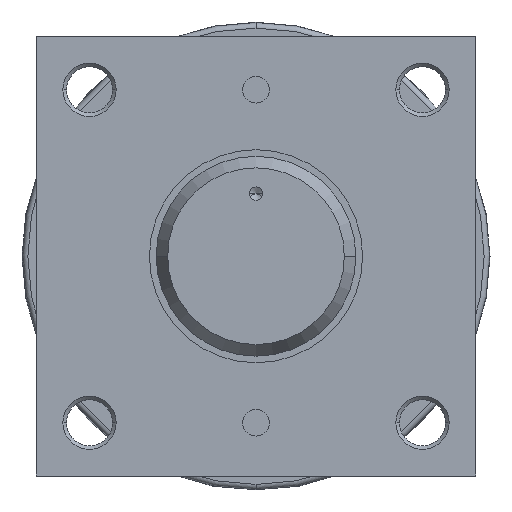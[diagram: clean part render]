
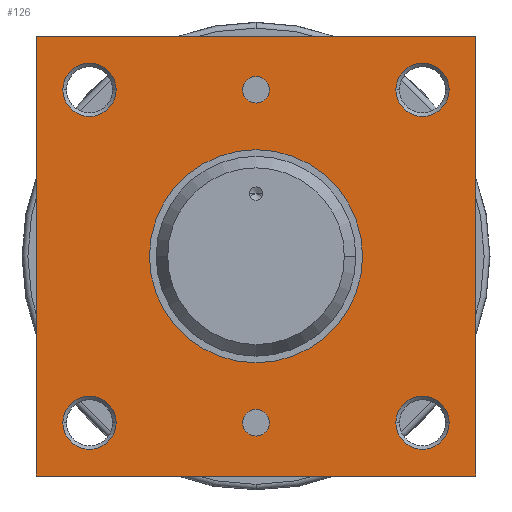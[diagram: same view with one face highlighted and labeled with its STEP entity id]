
A CAD part, left-side view. The second image highlights one B-rep face of the part: STEP entity #126.
In plain terms, the highlighted planar face has unit normal (-1, 0, 0).
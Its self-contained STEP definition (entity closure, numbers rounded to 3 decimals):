
#126=ADVANCED_FACE('',(#281,#282,#283,#284,#285,#286,#287,#288),#289,.F.);
#281=FACE_BOUND('',#532,.T.);
#282=FACE_BOUND('',#533,.T.);
#283=FACE_BOUND('',#534,.T.);
#284=FACE_BOUND('',#535,.T.);
#285=FACE_BOUND('',#536,.T.);
#286=FACE_BOUND('',#537,.T.);
#287=FACE_BOUND('',#538,.T.);
#288=FACE_OUTER_BOUND('',#539,.T.);
#289=PLANE('',#540);
#532=EDGE_LOOP('',(#1046,#1047));
#533=EDGE_LOOP('',(#1048,#1049));
#534=EDGE_LOOP('',(#1050,#1051));
#535=EDGE_LOOP('',(#1052,#1053));
#536=EDGE_LOOP('',(#1054,#1055));
#537=EDGE_LOOP('',(#1056,#1057));
#538=EDGE_LOOP('',(#1058,#1059));
#539=EDGE_LOOP('',(#1060,#1061,#1062,#1063));
#540=AXIS2_PLACEMENT_3D('',#1064,#1065,#1066);
#1046=ORIENTED_EDGE('',*,*,#1535,.T.);
#1047=ORIENTED_EDGE('',*,*,#1516,.T.);
#1048=ORIENTED_EDGE('',*,*,#1536,.T.);
#1049=ORIENTED_EDGE('',*,*,#1512,.T.);
#1050=ORIENTED_EDGE('',*,*,#1508,.T.);
#1051=ORIENTED_EDGE('',*,*,#1537,.T.);
#1052=ORIENTED_EDGE('',*,*,#1498,.T.);
#1053=ORIENTED_EDGE('',*,*,#1540,.T.);
#1054=ORIENTED_EDGE('',*,*,#1488,.T.);
#1055=ORIENTED_EDGE('',*,*,#1543,.T.);
#1056=ORIENTED_EDGE('',*,*,#1478,.T.);
#1057=ORIENTED_EDGE('',*,*,#1546,.T.);
#1058=ORIENTED_EDGE('',*,*,#1522,.T.);
#1059=ORIENTED_EDGE('',*,*,#1521,.T.);
#1060=ORIENTED_EDGE('',*,*,#1556,.T.);
#1061=ORIENTED_EDGE('',*,*,#1553,.F.);
#1062=ORIENTED_EDGE('',*,*,#1555,.F.);
#1063=ORIENTED_EDGE('',*,*,#1550,.F.);
#1064=CARTESIAN_POINT('',(0.0,0.0,0.0));
#1065=DIRECTION('',(1.0,0.0,0.0));
#1066=DIRECTION('',(0.0,0.0,-1.0));
#1478=EDGE_CURVE('',#1768,#1770,#1772,.T.);
#1488=EDGE_CURVE('',#1786,#1788,#1790,.T.);
#1498=EDGE_CURVE('',#1804,#1806,#1808,.T.);
#1508=EDGE_CURVE('',#1822,#1824,#1826,.T.);
#1512=EDGE_CURVE('',#1828,#1832,#1834,.T.);
#1516=EDGE_CURVE('',#1836,#1840,#1842,.T.);
#1521=EDGE_CURVE('',#1844,#1850,#1852,.T.);
#1522=EDGE_CURVE('',#1850,#1844,#1853,.T.);
#1535=EDGE_CURVE('',#1840,#1836,#1870,.T.);
#1536=EDGE_CURVE('',#1832,#1828,#1871,.T.);
#1537=EDGE_CURVE('',#1824,#1822,#1872,.T.);
#1540=EDGE_CURVE('',#1806,#1804,#1875,.T.);
#1543=EDGE_CURVE('',#1788,#1786,#1878,.T.);
#1546=EDGE_CURVE('',#1770,#1768,#1881,.T.);
#1550=EDGE_CURVE('',#1884,#1886,#1887,.T.);
#1553=EDGE_CURVE('',#1889,#1891,#1892,.T.);
#1555=EDGE_CURVE('',#1886,#1889,#1894,.T.);
#1556=EDGE_CURVE('',#1884,#1891,#1895,.T.);
#1768=VERTEX_POINT('',#2189);
#1770=VERTEX_POINT('',#2192);
#1772=CIRCLE('',#2195,10.0);
#1786=VERTEX_POINT('',#2213);
#1788=VERTEX_POINT('',#2216);
#1790=CIRCLE('',#2219,10.0);
#1804=VERTEX_POINT('',#2237);
#1806=VERTEX_POINT('',#2240);
#1808=CIRCLE('',#2243,10.0);
#1822=VERTEX_POINT('',#2261);
#1824=VERTEX_POINT('',#2264);
#1826=CIRCLE('',#2267,10.0);
#1828=VERTEX_POINT('',#2269);
#1832=VERTEX_POINT('',#2274);
#1834=CIRCLE('',#2277,5.0);
#1836=VERTEX_POINT('',#2279);
#1840=VERTEX_POINT('',#2284);
#1842=CIRCLE('',#2287,5.0);
#1844=VERTEX_POINT('',#2289);
#1850=VERTEX_POINT('',#2296);
#1852=CIRCLE('',#2299,40.0);
#1853=CIRCLE('',#2300,40.0);
#1870=CIRCLE('',#2321,5.0);
#1871=CIRCLE('',#2322,5.0);
#1872=CIRCLE('',#2323,10.0);
#1875=CIRCLE('',#2326,10.0);
#1878=CIRCLE('',#2329,10.0);
#1881=CIRCLE('',#2332,10.0);
#1884=VERTEX_POINT('',#2335);
#1886=VERTEX_POINT('',#2338);
#1887=LINE('',#2339,#2340);
#1889=VERTEX_POINT('',#2343);
#1891=VERTEX_POINT('',#2346);
#1892=LINE('',#2347,#2348);
#1894=LINE('',#2351,#2352);
#1895=LINE('',#2353,#2354);
#2189=CARTESIAN_POINT('',(0.0,-52.5,-62.5));
#2192=CARTESIAN_POINT('',(0.0,-72.5,-62.5));
#2195=AXIS2_PLACEMENT_3D('',#2710,#2711,#2712);
#2213=CARTESIAN_POINT('',(0.0,-52.5,62.5));
#2216=CARTESIAN_POINT('',(0.0,-72.5,62.5));
#2219=AXIS2_PLACEMENT_3D('',#2728,#2729,#2730);
#2237=CARTESIAN_POINT('',(0.0,72.5,-62.5));
#2240=CARTESIAN_POINT('',(0.0,52.5,-62.5));
#2243=AXIS2_PLACEMENT_3D('',#2746,#2747,#2748);
#2261=CARTESIAN_POINT('',(0.0,72.5,62.5));
#2264=CARTESIAN_POINT('',(0.0,52.5,62.5));
#2267=AXIS2_PLACEMENT_3D('',#2764,#2765,#2766);
#2269=CARTESIAN_POINT('',(0.0,0.,-67.5));
#2274=CARTESIAN_POINT('',(0.0,0.,-57.5));
#2277=AXIS2_PLACEMENT_3D('',#2772,#2773,#2774);
#2279=CARTESIAN_POINT('',(0.0,0.,57.5));
#2284=CARTESIAN_POINT('',(0.0,0.,67.5));
#2287=AXIS2_PLACEMENT_3D('',#2780,#2781,#2782);
#2289=CARTESIAN_POINT('',(0.0,0.,-40.0));
#2296=CARTESIAN_POINT('',(0.0,0.,40.0));
#2299=AXIS2_PLACEMENT_3D('',#2791,#2792,#2793);
#2300=AXIS2_PLACEMENT_3D('',#2794,#2795,#2796);
#2321=AXIS2_PLACEMENT_3D('',#2825,#2826,#2827);
#2322=AXIS2_PLACEMENT_3D('',#2828,#2829,#2830);
#2323=AXIS2_PLACEMENT_3D('',#2831,#2832,#2833);
#2326=AXIS2_PLACEMENT_3D('',#2840,#2841,#2842);
#2329=AXIS2_PLACEMENT_3D('',#2849,#2850,#2851);
#2332=AXIS2_PLACEMENT_3D('',#2858,#2859,#2860);
#2335=CARTESIAN_POINT('',(0.0,82.5,82.5));
#2338=CARTESIAN_POINT('',(0.0,-82.5,82.5));
#2339=CARTESIAN_POINT('',(0.0,0.0,82.5));
#2340=VECTOR('',#2868,1.0);
#2343=CARTESIAN_POINT('',(0.0,-82.5,-82.5));
#2346=CARTESIAN_POINT('',(0.0,82.5,-82.5));
#2347=CARTESIAN_POINT('',(0.0,0.0,-82.5));
#2348=VECTOR('',#2871,1.0);
#2351=CARTESIAN_POINT('',(0.0,-82.5,0.0));
#2352=VECTOR('',#2873,1.0);
#2353=CARTESIAN_POINT('',(0.0,82.5,0.0));
#2354=VECTOR('',#2874,1.0);
#2710=CARTESIAN_POINT('',(0.0,-62.5,-62.5));
#2711=DIRECTION('',(1.0,0.0,0.0));
#2712=DIRECTION('',(0.0,1.0,0.0));
#2728=CARTESIAN_POINT('',(0.0,-62.5,62.5));
#2729=DIRECTION('',(1.0,0.0,0.0));
#2730=DIRECTION('',(0.0,1.0,0.0));
#2746=CARTESIAN_POINT('',(0.0,62.5,-62.5));
#2747=DIRECTION('',(1.0,0.0,0.0));
#2748=DIRECTION('',(0.0,1.0,0.0));
#2764=CARTESIAN_POINT('',(0.0,62.5,62.5));
#2765=DIRECTION('',(1.0,0.0,0.0));
#2766=DIRECTION('',(0.0,1.0,0.0));
#2772=CARTESIAN_POINT('',(0.0,0.0,-62.5));
#2773=DIRECTION('',(1.0,0.0,0.0));
#2774=DIRECTION('',(0.0,0.0,-1.0));
#2780=CARTESIAN_POINT('',(0.0,0.0,62.5));
#2781=DIRECTION('',(1.0,0.0,0.0));
#2782=DIRECTION('',(0.0,0.0,-1.0));
#2791=CARTESIAN_POINT('',(0.0,0.0,0.0));
#2792=DIRECTION('',(1.0,0.0,0.0));
#2793=DIRECTION('',(0.0,0.0,-1.0));
#2794=CARTESIAN_POINT('',(0.0,0.0,0.0));
#2795=DIRECTION('',(1.0,0.0,0.0));
#2796=DIRECTION('',(0.0,0.0,-1.0));
#2825=CARTESIAN_POINT('',(0.0,0.0,62.5));
#2826=DIRECTION('',(1.0,0.0,0.0));
#2827=DIRECTION('',(0.0,0.0,-1.0));
#2828=CARTESIAN_POINT('',(0.0,0.0,-62.5));
#2829=DIRECTION('',(1.0,0.0,0.0));
#2830=DIRECTION('',(0.0,0.0,-1.0));
#2831=CARTESIAN_POINT('',(0.0,62.5,62.5));
#2832=DIRECTION('',(1.0,0.0,0.0));
#2833=DIRECTION('',(0.0,1.0,0.0));
#2840=CARTESIAN_POINT('',(0.0,62.5,-62.5));
#2841=DIRECTION('',(1.0,0.0,0.0));
#2842=DIRECTION('',(0.0,1.0,0.0));
#2849=CARTESIAN_POINT('',(0.0,-62.5,62.5));
#2850=DIRECTION('',(1.0,0.0,0.0));
#2851=DIRECTION('',(0.0,1.0,0.0));
#2858=CARTESIAN_POINT('',(0.0,-62.5,-62.5));
#2859=DIRECTION('',(1.0,0.0,0.0));
#2860=DIRECTION('',(0.0,1.0,0.0));
#2868=DIRECTION('',(0.0,-1.0,0.0));
#2871=DIRECTION('',(0.0,1.0,0.0));
#2873=DIRECTION('',(0.0,0.0,-1.0));
#2874=DIRECTION('',(0.0,0.0,-1.0));
